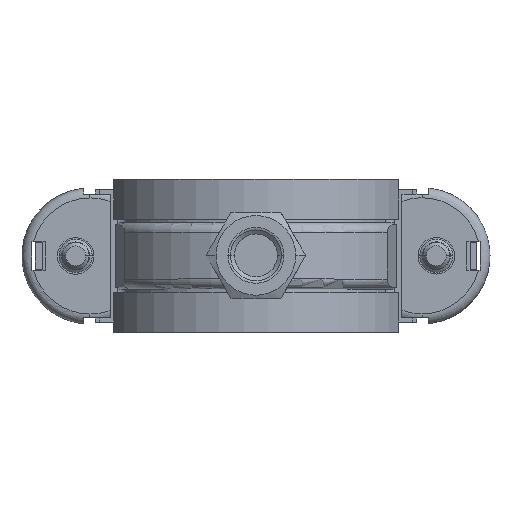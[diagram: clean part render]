
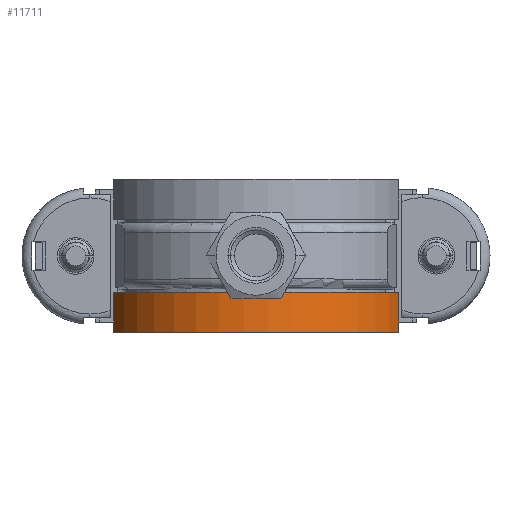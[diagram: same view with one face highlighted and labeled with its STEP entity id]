
A CAD part, top view. The second image highlights one B-rep face of the part: STEP entity #11711.
In plain terms, the highlighted cylindrical face has radius 22.75 mm (diameter 45.5 mm), a partial arc.
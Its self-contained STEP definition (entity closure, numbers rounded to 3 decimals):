
#11653=CARTESIAN_POINT('',(134.75,127.625,-11.5));
#11654=VERTEX_POINT('',#11653);
#11661=CARTESIAN_POINT('',(177.715,127.625,-11.5));
#11662=VERTEX_POINT('',#11661);
#11663=CARTESIAN_POINT('',(156.233,120.137,-11.5));
#11664=DIRECTION('',(0.0,0.0,1.0));
#11665=DIRECTION('',(1.0,0.0,0.0));
#11666=AXIS2_PLACEMENT_3D('',#11663,#11664,#11665);
#11667=CIRCLE('',#11666,22.75);
#11668=EDGE_CURVE('',#11662,#11654,#11667,.T.);
#11680=CARTESIAN_POINT('',(156.233,120.137,-8.5));
#11681=DIRECTION('',(0.0,0.0,1.0));
#11682=DIRECTION('',(1.0,0.0,0.0));
#11683=AXIS2_PLACEMENT_3D('',#11680,#11681,#11682);
#11684=CYLINDRICAL_SURFACE('',#11683,22.75);
#11685=CARTESIAN_POINT('',(134.75,127.625,-5.5));
#11686=VERTEX_POINT('',#11685);
#11687=CARTESIAN_POINT('',(134.75,127.625,-11.5));
#11688=DIRECTION('',(0.0,0.0,1.0));
#11689=VECTOR('',#11688,6.0);
#11690=LINE('',#11687,#11689);
#11691=EDGE_CURVE('',#11654,#11686,#11690,.T.);
#11692=ORIENTED_EDGE('',*,*,#11691,.T.);
#11693=CARTESIAN_POINT('',(177.715,127.625,-5.5));
#11694=VERTEX_POINT('',#11693);
#11695=CARTESIAN_POINT('',(156.233,120.137,-5.5));
#11696=DIRECTION('',(0.0,0.0,1.0));
#11697=DIRECTION('',(1.0,0.0,0.0));
#11698=AXIS2_PLACEMENT_3D('',#11695,#11696,#11697);
#11699=CIRCLE('',#11698,22.75);
#11700=EDGE_CURVE('',#11694,#11686,#11699,.T.);
#11701=ORIENTED_EDGE('',*,*,#11700,.F.);
#11702=CARTESIAN_POINT('',(177.715,127.625,-11.5));
#11703=DIRECTION('',(0.0,0.0,1.0));
#11704=VECTOR('',#11703,6.0);
#11705=LINE('',#11702,#11704);
#11706=EDGE_CURVE('',#11662,#11694,#11705,.T.);
#11707=ORIENTED_EDGE('',*,*,#11706,.F.);
#11708=ORIENTED_EDGE('',*,*,#11668,.T.);
#11709=EDGE_LOOP('',(#11692,#11701,#11707,#11708));
#11710=FACE_OUTER_BOUND('',#11709,.T.);
#11711=ADVANCED_FACE('',(#11710),#11684,.T.);
